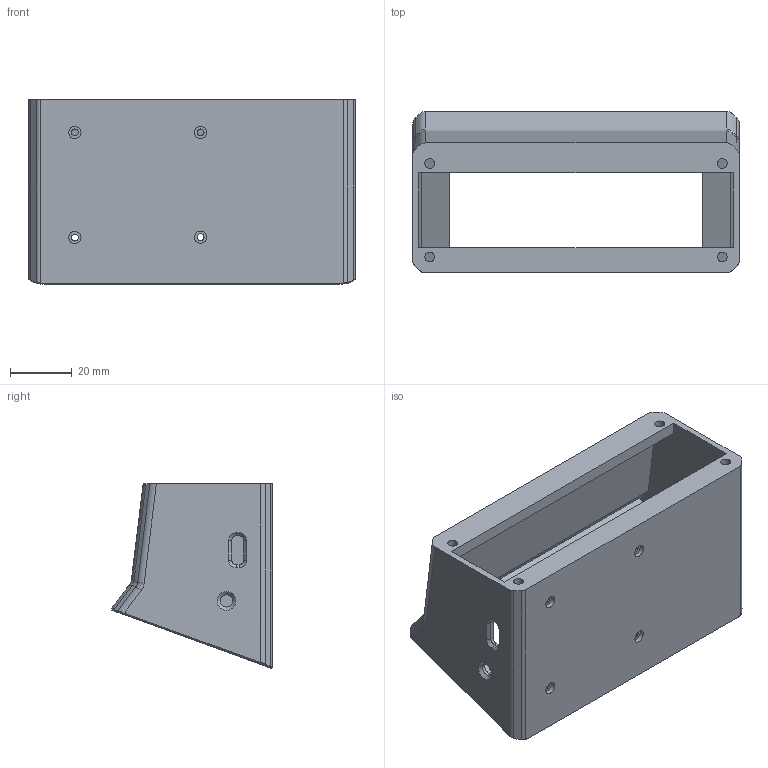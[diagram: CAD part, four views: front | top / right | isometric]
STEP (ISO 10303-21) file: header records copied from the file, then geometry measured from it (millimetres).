
FILE_DESCRIPTION(/* description */ (''),/* implementation_level */ '2;1');
FILE_NAME(/* name */ 'clink_body.step',/* time_stamp */ '2025-08-03T20:24:36-04:00',/* author */ (''),/* organization */ (''),/* preprocessor_version */ 'ST-DEVELOPER v20.1',/* originating_system */ 'Autodesk Translation Framework v14.10.0.0',/* authorisation */ '');
FILE_SCHEMA (('AUTOMOTIVE_DESIGN { 1 0 10303 214 3 1 1 }'));
Length unit declared in the file: millimetre
Products named in the file (3): Clink; Component14; Component31
Assembly tree (2 placements, depth 2):
  Clink
    Component14
    Component31
Bounding box: 106 x 52.32 x 59.83 mm (x, y, z)
Volume: 39944.2 mm3; surface area: 38570.4 mm2
Topology: 1 solids, 1 shells, 118 faces, 301 edges, 191 vertices
Faces by surface type: plane 61, cylinder 44, cone 9, bspline 4
Full cylindrical faces by diameter (mm): 2.2 x4, 3.2 x4, 4 x5
Entity records: 3796 total; most frequent: CARTESIAN_POINT 745, DIRECTION 630, ORIENTED_EDGE 602, EDGE_CURVE 301, AXIS2_PLACEMENT_3D 218, LINE 194, VECTOR 194, VERTEX_POINT 191
